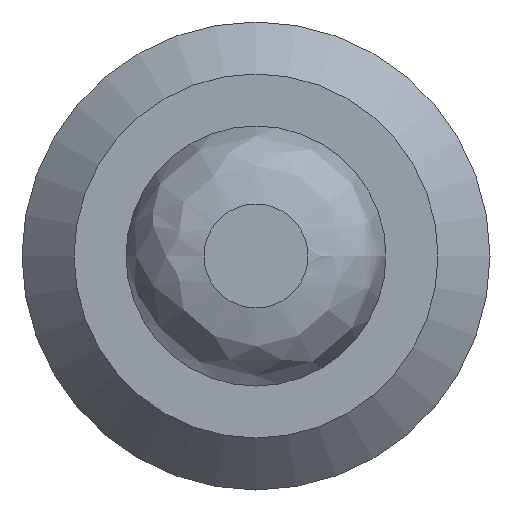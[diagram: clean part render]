
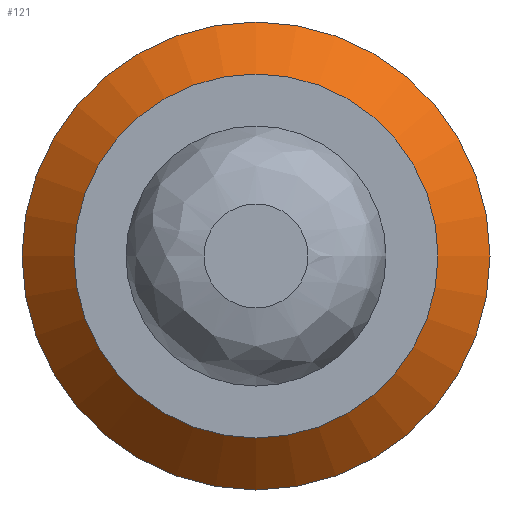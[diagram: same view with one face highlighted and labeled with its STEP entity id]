
A CAD part, front view. The second image highlights one B-rep face of the part: STEP entity #121.
In plain terms, the highlighted conical face has half-angle 45 degrees and reference radius 3.5 mm.
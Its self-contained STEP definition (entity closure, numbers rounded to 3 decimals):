
#121=ADVANCED_FACE('',(#151,#152),#130,.T.);
#130=CONICAL_SURFACE('',#286,3.5,45.);
#151=FACE_BOUND('',#180,.T.);
#152=FACE_BOUND('',#181,.T.);
#180=EDGE_LOOP('',(#210));
#181=EDGE_LOOP('',(#211));
#210=ORIENTED_EDGE('',*,*,#248,.T.);
#211=ORIENTED_EDGE('',*,*,#250,.F.);
#233=VERTEX_POINT('',#529);
#235=VERTEX_POINT('',#534);
#248=EDGE_CURVE('',#233,#233,#261,.T.);
#250=EDGE_CURVE('',#235,#235,#263,.T.);
#261=CIRCLE('',#282,4.5);
#263=CIRCLE('',#285,3.5);
#282=AXIS2_PLACEMENT_3D('',#528,#327,#328);
#285=AXIS2_PLACEMENT_3D('',#533,#333,#334);
#286=AXIS2_PLACEMENT_3D('',#535,#335,#336);
#327=DIRECTION('',(0.,-1.,0.));
#328=DIRECTION('',(1.,0.,0.));
#333=DIRECTION('',(0.,-1.,0.));
#334=DIRECTION('',(1.,0.,0.));
#335=DIRECTION('',(0.,1.,0.));
#336=DIRECTION('',(1.,0.,0.));
#528=CARTESIAN_POINT('',(0.,-11.5,0.));
#529=CARTESIAN_POINT('',(4.5,-11.5,0.));
#533=CARTESIAN_POINT('',(0.,-12.5,0.));
#534=CARTESIAN_POINT('',(3.5,-12.5,0.));
#535=CARTESIAN_POINT('',(0.,-12.5,0.));
